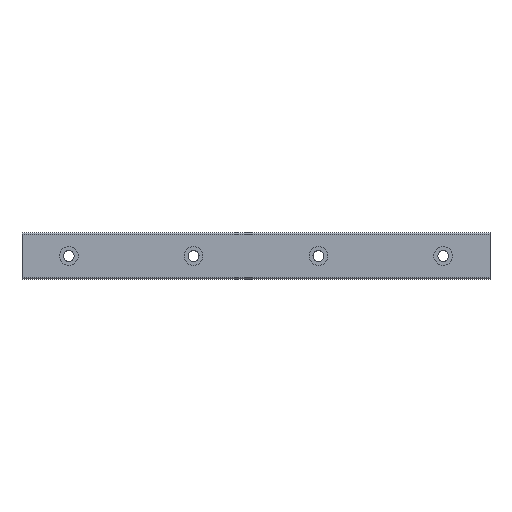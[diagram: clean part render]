
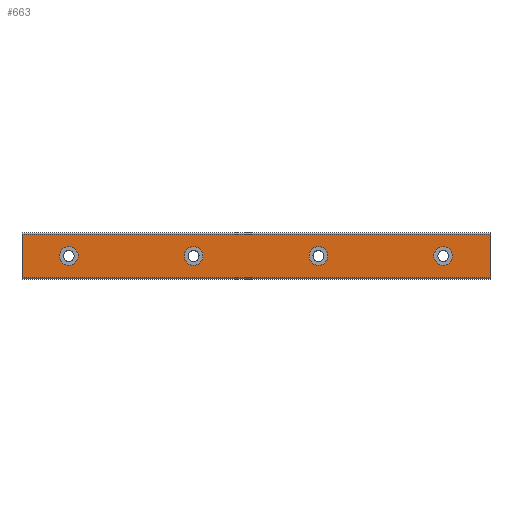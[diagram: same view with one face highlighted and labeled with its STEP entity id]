
A CAD part, top view. The second image highlights one B-rep face of the part: STEP entity #663.
In plain terms, the highlighted planar face has unit normal (0, 0, 1).
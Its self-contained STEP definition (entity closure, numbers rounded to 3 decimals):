
#53 = CIRCLE ( 'NONE', #442, 3. ) ;
#57 = DIRECTION ( 'NONE',  ( 0., -1., 0. ) ) ;
#86 = DIRECTION ( 'NONE',  ( 0., 0., -1. ) ) ;
#88 = CARTESIAN_POINT ( 'NONE',  ( -15., -7., 10. ) ) ;
#122 = FACE_BOUND ( 'NONE', #1164, .T. ) ;
#123 = LINE ( 'NONE', #443, #172 ) ;
#125 = DIRECTION ( 'NONE',  ( 0., 0., -1. ) ) ;
#138 = EDGE_CURVE ( 'NONE', #1776, #874, #1266, .T. ) ;
#161 = DIRECTION ( 'NONE',  ( 1., 0., 0. ) ) ;
#164 = VERTEX_POINT ( 'NONE', #1430 ) ;
#172 = VECTOR ( 'NONE', #733, 1000. ) ;
#180 = DIRECTION ( 'NONE',  ( 1., 0., 0. ) ) ;
#191 = DIRECTION ( 'NONE',  ( 1., 0., 0. ) ) ;
#193 = VERTEX_POINT ( 'NONE', #1127 ) ;
#211 = VECTOR ( 'NONE', #57, 1000. ) ;
#216 = CARTESIAN_POINT ( 'NONE',  ( 135., -7., 10. ) ) ;
#231 = DIRECTION ( 'NONE',  ( 0., 0., -1. ) ) ;
#250 = DIRECTION ( 'NONE',  ( 0., 0., -1. ) ) ;
#257 = ORIENTED_EDGE ( 'NONE', *, *, #1818, .F. ) ;
#277 = CIRCLE ( 'NONE', #1212, 3. ) ;
#292 = CARTESIAN_POINT ( 'NONE',  ( 117., 0., 10. ) ) ;
#294 = CARTESIAN_POINT ( 'NONE',  ( 83., 0., 10. ) ) ;
#307 = CARTESIAN_POINT ( 'NONE',  ( 40., 0., 10. ) ) ;
#383 = VERTEX_POINT ( 'NONE', #1061 ) ;
#393 = VERTEX_POINT ( 'NONE', #1401 ) ;
#399 = FACE_BOUND ( 'NONE', #757, .T. ) ;
#431 = FACE_BOUND ( 'NONE', #432, .T. ) ;
#432 = EDGE_LOOP ( 'NONE', ( #1260, #849 ) ) ;
#442 = AXIS2_PLACEMENT_3D ( 'NONE', #1466, #86, #1421 ) ;
#443 = CARTESIAN_POINT ( 'NONE',  ( -15., -7., 10. ) ) ;
#461 = CARTESIAN_POINT ( 'NONE',  ( 3., 0., 10. ) ) ;
#474 = DIRECTION ( 'NONE',  ( 0., 0., -1. ) ) ;
#508 = CARTESIAN_POINT ( 'NONE',  ( 135., 7., 10. ) ) ;
#573 = FACE_OUTER_BOUND ( 'NONE', #1295, .T. ) ;
#585 = CARTESIAN_POINT ( 'NONE',  ( 120., 0., 10. ) ) ;
#595 = CIRCLE ( 'NONE', #940, 3. ) ;
#597 = DIRECTION ( 'NONE',  ( 0., 0., -1. ) ) ;
#663 = ADVANCED_FACE ( 'NONE', ( #573, #122, #431, #1787, #399 ), #1767, .T. ) ;
#687 = VERTEX_POINT ( 'NONE', #725 ) ;
#705 = EDGE_CURVE ( 'NONE', #1002, #1736, #595, .T. ) ;
#725 = CARTESIAN_POINT ( 'NONE',  ( 37., 0., 10. ) ) ;
#733 = DIRECTION ( 'NONE',  ( 1., 0., 0. ) ) ;
#748 = AXIS2_PLACEMENT_3D ( 'NONE', #585, #125, #1970 ) ;
#757 = EDGE_LOOP ( 'NONE', ( #991, #1027 ) ) ;
#778 = CIRCLE ( 'NONE', #1433, 3. ) ;
#811 = ORIENTED_EDGE ( 'NONE', *, *, #1734, .T. ) ;
#817 = CIRCLE ( 'NONE', #748, 3. ) ;
#827 = CARTESIAN_POINT ( 'NONE',  ( 40., 0., 10. ) ) ;
#849 = ORIENTED_EDGE ( 'NONE', *, *, #1080, .T. ) ;
#856 = ORIENTED_EDGE ( 'NONE', *, *, #1882, .T. ) ;
#874 = VERTEX_POINT ( 'NONE', #1849 ) ;
#887 = AXIS2_PLACEMENT_3D ( 'NONE', #827, #231, #191 ) ;
#888 = CARTESIAN_POINT ( 'NONE',  ( 120., 0., 10. ) ) ;
#901 = CARTESIAN_POINT ( 'NONE',  ( 0., 0., 10. ) ) ;
#912 = AXIS2_PLACEMENT_3D ( 'NONE', #901, #597, #1211 ) ;
#935 = DIRECTION ( 'NONE',  ( 0., 0., -1. ) ) ;
#940 = AXIS2_PLACEMENT_3D ( 'NONE', #888, #250, #1893 ) ;
#981 = EDGE_CURVE ( 'NONE', #1736, #1002, #817, .T. ) ;
#991 = ORIENTED_EDGE ( 'NONE', *, *, #981, .T. ) ;
#1002 = VERTEX_POINT ( 'NONE', #1669 ) ;
#1027 = ORIENTED_EDGE ( 'NONE', *, *, #705, .T. ) ;
#1040 = DIRECTION ( 'NONE',  ( 0., 0., 1. ) ) ;
#1052 = CIRCLE ( 'NONE', #887, 3. ) ;
#1053 = VERTEX_POINT ( 'NONE', #294 ) ;
#1061 = CARTESIAN_POINT ( 'NONE',  ( 77., 0., 10. ) ) ;
#1080 = EDGE_CURVE ( 'NONE', #393, #687, #778, .T. ) ;
#1088 = EDGE_CURVE ( 'NONE', #1320, #164, #1178, .T. ) ;
#1115 = ORIENTED_EDGE ( 'NONE', *, *, #1965, .T. ) ;
#1127 = CARTESIAN_POINT ( 'NONE',  ( 135., -7., 10. ) ) ;
#1164 = EDGE_LOOP ( 'NONE', ( #1347, #1205 ) ) ;
#1165 = DIRECTION ( 'NONE',  ( 0., -1., 0. ) ) ;
#1178 = CIRCLE ( 'NONE', #1651, 3. ) ;
#1205 = ORIENTED_EDGE ( 'NONE', *, *, #1088, .T. ) ;
#1211 = DIRECTION ( 'NONE',  ( 1., 0., 0. ) ) ;
#1212 = AXIS2_PLACEMENT_3D ( 'NONE', #1676, #474, #180 ) ;
#1260 = ORIENTED_EDGE ( 'NONE', *, *, #1955, .T. ) ;
#1263 = DIRECTION ( 'NONE',  ( 0., 0., -1. ) ) ;
#1266 = LINE ( 'NONE', #1712, #1801 ) ;
#1295 = EDGE_LOOP ( 'NONE', ( #1847, #257, #1780, #811 ) ) ;
#1317 = EDGE_CURVE ( 'NONE', #164, #1320, #1967, .T. ) ;
#1320 = VERTEX_POINT ( 'NONE', #461 ) ;
#1329 = CARTESIAN_POINT ( 'NONE',  ( -15., -7., 10. ) ) ;
#1330 = EDGE_LOOP ( 'NONE', ( #1115, #856 ) ) ;
#1347 = ORIENTED_EDGE ( 'NONE', *, *, #1317, .T. ) ;
#1379 = DIRECTION ( 'NONE',  ( 1., 0., 0. ) ) ;
#1401 = CARTESIAN_POINT ( 'NONE',  ( 43., 0., 10. ) ) ;
#1421 = DIRECTION ( 'NONE',  ( 1., 0., 0. ) ) ;
#1430 = CARTESIAN_POINT ( 'NONE',  ( -3., 0., 10. ) ) ;
#1433 = AXIS2_PLACEMENT_3D ( 'NONE', #307, #1263, #1572 ) ;
#1466 = CARTESIAN_POINT ( 'NONE',  ( 80., 0., 10. ) ) ;
#1567 = EDGE_CURVE ( 'NONE', #1631, #193, #1921, .T. ) ;
#1572 = DIRECTION ( 'NONE',  ( 1., 0., 0. ) ) ;
#1625 = VECTOR ( 'NONE', #1379, 1000. ) ;
#1631 = VERTEX_POINT ( 'NONE', #508 ) ;
#1651 = AXIS2_PLACEMENT_3D ( 'NONE', #1837, #935, #161 ) ;
#1669 = CARTESIAN_POINT ( 'NONE',  ( 123., 0., 10. ) ) ;
#1676 = CARTESIAN_POINT ( 'NONE',  ( 80., 0., 10. ) ) ;
#1712 = CARTESIAN_POINT ( 'NONE',  ( -15., -7., 10. ) ) ;
#1734 = EDGE_CURVE ( 'NONE', #1776, #193, #123, .T. ) ;
#1736 = VERTEX_POINT ( 'NONE', #292 ) ;
#1767 = PLANE ( 'NONE',  #1902 ) ;
#1776 = VERTEX_POINT ( 'NONE', #1329 ) ;
#1780 = ORIENTED_EDGE ( 'NONE', *, *, #138, .F. ) ;
#1787 = FACE_BOUND ( 'NONE', #1330, .T. ) ;
#1801 = VECTOR ( 'NONE', #1859, 1000. ) ;
#1818 = EDGE_CURVE ( 'NONE', #874, #1631, #1862, .T. ) ;
#1837 = CARTESIAN_POINT ( 'NONE',  ( 0., 0., 10. ) ) ;
#1847 = ORIENTED_EDGE ( 'NONE', *, *, #1567, .F. ) ;
#1849 = CARTESIAN_POINT ( 'NONE',  ( -15., 7., 10. ) ) ;
#1854 = CARTESIAN_POINT ( 'NONE',  ( -15., 7., 10. ) ) ;
#1859 = DIRECTION ( 'NONE',  ( 0., 1., 0. ) ) ;
#1862 = LINE ( 'NONE', #1854, #1625 ) ;
#1882 = EDGE_CURVE ( 'NONE', #1053, #383, #277, .T. ) ;
#1893 = DIRECTION ( 'NONE',  ( 1., 0., 0. ) ) ;
#1902 = AXIS2_PLACEMENT_3D ( 'NONE', #88, #1040, #1165 ) ;
#1921 = LINE ( 'NONE', #216, #211 ) ;
#1955 = EDGE_CURVE ( 'NONE', #687, #393, #1052, .T. ) ;
#1965 = EDGE_CURVE ( 'NONE', #383, #1053, #53, .T. ) ;
#1967 = CIRCLE ( 'NONE', #912, 3. ) ;
#1970 = DIRECTION ( 'NONE',  ( 1., 0., 0. ) ) ;
